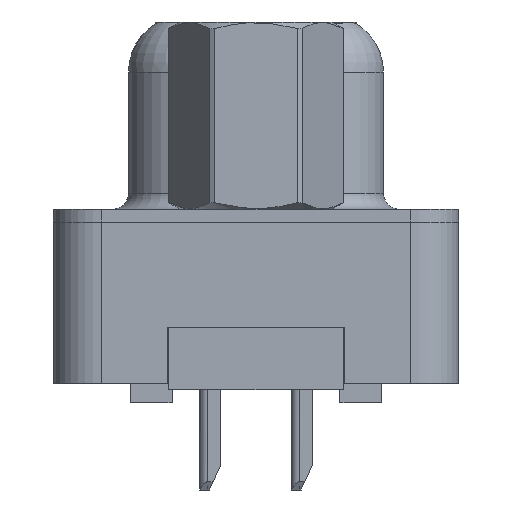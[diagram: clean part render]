
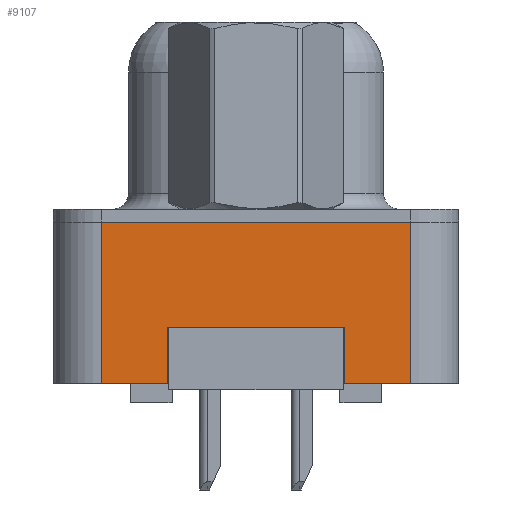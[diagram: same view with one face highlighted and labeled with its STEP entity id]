
A CAD part, left-side view. The second image highlights one B-rep face of the part: STEP entity #9107.
In plain terms, the highlighted planar face has unit normal (-1, 0, 0).
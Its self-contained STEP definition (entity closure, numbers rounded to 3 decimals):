
#294 = DIRECTION ( 'NONE',  ( 0., 0., 1. ) ) ;
#878 = DIRECTION ( 'NONE',  ( 0., -1., 0. ) ) ;
#1384 = DIRECTION ( 'NONE',  ( 0., -1., 0. ) ) ;
#1882 = VERTEX_POINT ( 'NONE', #5013 ) ;
#2175 = EDGE_CURVE ( 'NONE', #4497, #14705, #10678, .T. ) ;
#2387 = CARTESIAN_POINT ( 'NONE',  ( -2.905, -4.775, 0. ) ) ;
#2418 = VECTOR ( 'NONE', #18874, 1000. ) ;
#2435 = CARTESIAN_POINT ( 'NONE',  ( -2.905, 2.75, -3.25 ) ) ;
#2765 = DIRECTION ( 'NONE',  ( 0., 0., 1. ) ) ;
#2820 = CARTESIAN_POINT ( 'NONE',  ( -2.905, -4.775, -5. ) ) ;
#2839 = CARTESIAN_POINT ( 'NONE',  ( -2.905, -4.775, 0. ) ) ;
#3144 = DIRECTION ( 'NONE',  ( 0., 0., -1. ) ) ;
#3453 = PLANE ( 'NONE',  #13143 ) ;
#3942 = VECTOR ( 'NONE', #2765, 1000. ) ;
#3998 = CARTESIAN_POINT ( 'NONE',  ( -2.905, -4.775, -5. ) ) ;
#4497 = VERTEX_POINT ( 'NONE', #2435 ) ;
#4635 = VECTOR ( 'NONE', #878, 1000. ) ;
#4687 = CARTESIAN_POINT ( 'NONE',  ( -2.905, 2.75, -3.25 ) ) ;
#4894 = ORIENTED_EDGE ( 'NONE', *, *, #2175, .F. ) ;
#5013 = CARTESIAN_POINT ( 'NONE',  ( -2.905, 4.775, 0. ) ) ;
#5187 = VECTOR ( 'NONE', #1384, 1000. ) ;
#5200 = CARTESIAN_POINT ( 'NONE',  ( -2.905, -4.775, -5. ) ) ;
#5781 = CARTESIAN_POINT ( 'NONE',  ( -2.905, 4.775, -5. ) ) ;
#5872 = LINE ( 'NONE', #2387, #4635 ) ;
#5895 = LINE ( 'NONE', #9218, #5187 ) ;
#6340 = VERTEX_POINT ( 'NONE', #16821 ) ;
#6472 = EDGE_LOOP ( 'NONE', ( #13597, #12736, #16942, #10971, #14929, #17639, #4894, #7980 ) ) ;
#7475 = EDGE_CURVE ( 'NONE', #18308, #1882, #10083, .T. ) ;
#7628 = EDGE_CURVE ( 'NONE', #11587, #17055, #5895, .T. ) ;
#7980 = ORIENTED_EDGE ( 'NONE', *, *, #20030, .F. ) ;
#8000 = LINE ( 'NONE', #18670, #19788 ) ;
#8296 = EDGE_CURVE ( 'NONE', #17055, #11198, #12141, .T. ) ;
#9107 = ADVANCED_FACE ( 'NONE', ( #19495 ), #3453, .T. ) ;
#9218 = CARTESIAN_POINT ( 'NONE',  ( -2.905, -4.775, -5. ) ) ;
#9769 = DIRECTION ( 'NONE',  ( 0., 0., 1. ) ) ;
#10083 = LINE ( 'NONE', #13139, #17631 ) ;
#10444 = LINE ( 'NONE', #2820, #18077 ) ;
#10678 = LINE ( 'NONE', #4687, #2418 ) ;
#10971 = ORIENTED_EDGE ( 'NONE', *, *, #16003, .F. ) ;
#11198 = VERTEX_POINT ( 'NONE', #2839 ) ;
#11587 = VERTEX_POINT ( 'NONE', #14257 ) ;
#12141 = LINE ( 'NONE', #3998, #3942 ) ;
#12154 = CARTESIAN_POINT ( 'NONE',  ( -2.905, 2.75, -5. ) ) ;
#12736 = ORIENTED_EDGE ( 'NONE', *, *, #7628, .T. ) ;
#13121 = DIRECTION ( 'NONE',  ( -1., 0., 0. ) ) ;
#13139 = CARTESIAN_POINT ( 'NONE',  ( -2.905, 4.775, -5. ) ) ;
#13143 = AXIS2_PLACEMENT_3D ( 'NONE', #5200, #13121, #294 ) ;
#13597 = ORIENTED_EDGE ( 'NONE', *, *, #19054, .T. ) ;
#14257 = CARTESIAN_POINT ( 'NONE',  ( -2.905, -2.75, -5. ) ) ;
#14371 = DIRECTION ( 'NONE',  ( 0., 1., 0. ) ) ;
#14705 = VERTEX_POINT ( 'NONE', #12154 ) ;
#14929 = ORIENTED_EDGE ( 'NONE', *, *, #7475, .F. ) ;
#15181 = VECTOR ( 'NONE', #3144, 1000. ) ;
#15355 = EDGE_CURVE ( 'NONE', #18308, #14705, #10444, .T. ) ;
#16003 = EDGE_CURVE ( 'NONE', #1882, #11198, #5872, .T. ) ;
#16328 = CARTESIAN_POINT ( 'NONE',  ( -2.905, -4.775, -5. ) ) ;
#16821 = CARTESIAN_POINT ( 'NONE',  ( -2.905, -2.75, -3.25 ) ) ;
#16942 = ORIENTED_EDGE ( 'NONE', *, *, #8296, .T. ) ;
#17055 = VERTEX_POINT ( 'NONE', #16328 ) ;
#17631 = VECTOR ( 'NONE', #9769, 1000. ) ;
#17639 = ORIENTED_EDGE ( 'NONE', *, *, #15355, .T. ) ;
#18077 = VECTOR ( 'NONE', #19781, 1000. ) ;
#18308 = VERTEX_POINT ( 'NONE', #5781 ) ;
#18535 = LINE ( 'NONE', #19896, #15181 ) ;
#18670 = CARTESIAN_POINT ( 'NONE',  ( -2.905, 2.75, -3.25 ) ) ;
#18874 = DIRECTION ( 'NONE',  ( 0., 0., -1. ) ) ;
#19054 = EDGE_CURVE ( 'NONE', #6340, #11587, #18535, .T. ) ;
#19495 = FACE_OUTER_BOUND ( 'NONE', #6472, .T. ) ;
#19781 = DIRECTION ( 'NONE',  ( 0., -1., 0. ) ) ;
#19788 = VECTOR ( 'NONE', #14371, 1000. ) ;
#19896 = CARTESIAN_POINT ( 'NONE',  ( -2.905, -2.75, -3.25 ) ) ;
#20030 = EDGE_CURVE ( 'NONE', #6340, #4497, #8000, .T. ) ;
